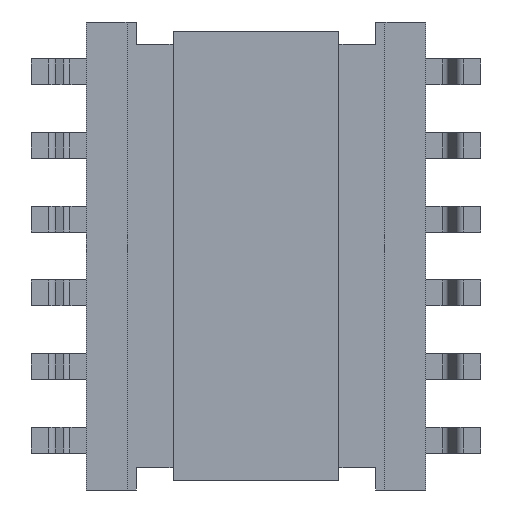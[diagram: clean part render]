
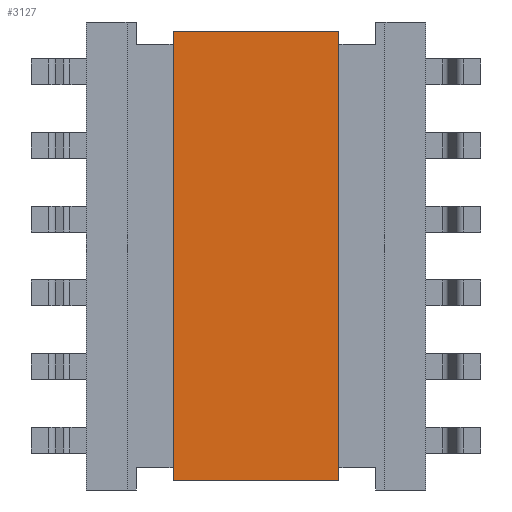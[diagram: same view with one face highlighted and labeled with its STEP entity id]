
A CAD part, front view. The second image highlights one B-rep face of the part: STEP entity #3127.
In plain terms, the highlighted planar face has unit normal (0, -1, 0).
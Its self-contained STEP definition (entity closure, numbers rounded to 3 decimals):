
#137=DIRECTION('',(0.,0.,1.));
#138=VECTOR('',#137,12.2);
#139=CARTESIAN_POINT('',(-2.25,0.,-6.1));
#140=LINE('',#139,#138);
#141=DIRECTION('',(1.,0.,0.));
#142=VECTOR('',#141,4.5);
#143=CARTESIAN_POINT('',(-2.25,0.,6.1));
#144=LINE('',#143,#142);
#145=DIRECTION('',(0.,0.,-1.));
#146=VECTOR('',#145,12.2);
#147=CARTESIAN_POINT('',(2.25,0.,6.1));
#148=LINE('',#147,#146);
#149=DIRECTION('',(-1.,0.,0.));
#150=VECTOR('',#149,4.5);
#151=CARTESIAN_POINT('',(2.25,0.,-6.1));
#152=LINE('',#151,#150);
#2281=CARTESIAN_POINT('',(-2.25,0.,-6.1));
#2282=CARTESIAN_POINT('',(-2.25,0.,6.1));
#2283=VERTEX_POINT('',#2281);
#2284=VERTEX_POINT('',#2282);
#2285=CARTESIAN_POINT('',(2.25,0.,6.1));
#2286=VERTEX_POINT('',#2285);
#2287=CARTESIAN_POINT('',(2.25,0.,-6.1));
#2288=VERTEX_POINT('',#2287);
#3113=CARTESIAN_POINT('',(0.,0.,0.));
#3114=DIRECTION('',(0.,1.,0.));
#3115=DIRECTION('',(1.,0.,0.));
#3116=AXIS2_PLACEMENT_3D('',#3113,#3114,#3115);
#3117=PLANE('',#3116);
#3118=ORIENTED_EDGE('',*,*,#3078,.T.);
#3120=ORIENTED_EDGE('',*,*,#3119,.T.);
#3122=ORIENTED_EDGE('',*,*,#3121,.T.);
#3124=ORIENTED_EDGE('',*,*,#3123,.T.);
#3125=EDGE_LOOP('',(#3118,#3120,#3122,#3124));
#3126=FACE_OUTER_BOUND('',#3125,.F.);
#3078=EDGE_CURVE('',#2283,#2284,#140,.T.);
#3119=EDGE_CURVE('',#2284,#2286,#144,.T.);
#3121=EDGE_CURVE('',#2286,#2288,#148,.T.);
#3123=EDGE_CURVE('',#2288,#2283,#152,.T.);
#3127=ADVANCED_FACE('',(#3126),#3117,.F.);
